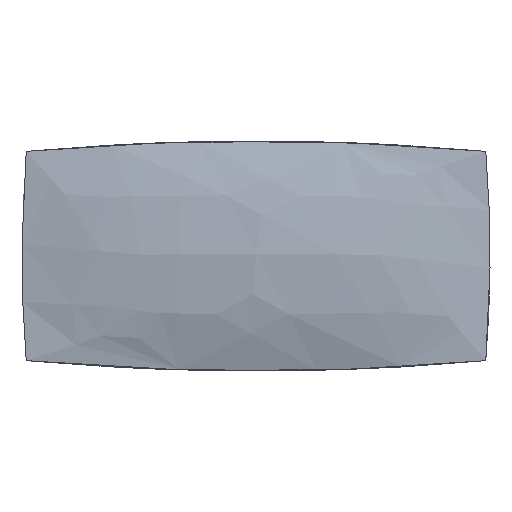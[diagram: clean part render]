
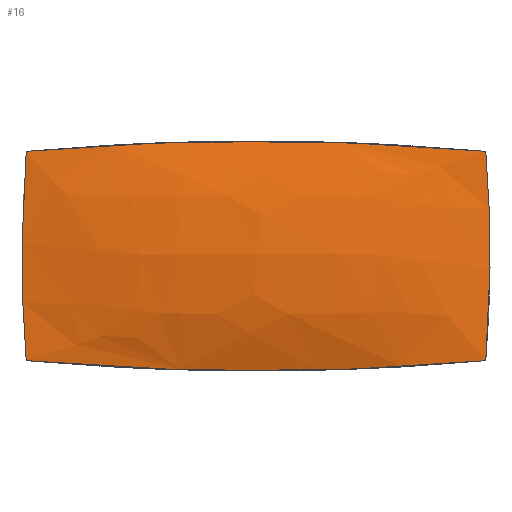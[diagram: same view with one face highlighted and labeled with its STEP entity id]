
A CAD part, front view. The second image highlights one B-rep face of the part: STEP entity #16.
In plain terms, the highlighted free-form (B-spline) face has degree [3, 2] with [5, 3] control points.
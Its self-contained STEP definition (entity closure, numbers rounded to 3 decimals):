
#16=ADVANCED_FACE('',(#22),#98,.T.);
#22=FACE_OUTER_BOUND('',#28,.T.);
#28=EDGE_LOOP('',(#37,#38,#39,#40));
#37=ORIENTED_EDGE('',*,*,#61,.T.);
#38=ORIENTED_EDGE('',*,*,#62,.T.);
#39=ORIENTED_EDGE('',*,*,#63,.T.);
#40=ORIENTED_EDGE('',*,*,#64,.T.);
#61=EDGE_CURVE('',#93,#94,#77,.T.);
#62=EDGE_CURVE('',#94,#95,#78,.T.);
#63=EDGE_CURVE('',#95,#96,#79,.T.);
#64=EDGE_CURVE('',#96,#93,#80,.T.);
#77=(
BOUNDED_CURVE()
B_SPLINE_CURVE(3,(#207,#208,#209,#210,#211),.UNSPECIFIED.,.F.,.F.)
B_SPLINE_CURVE_WITH_KNOTS((4,1,4),(0.,1.,2.),.UNSPECIFIED.)
CURVE()
GEOMETRIC_REPRESENTATION_ITEM()
RATIONAL_B_SPLINE_CURVE((1.,1.,1.,1.,1.))
REPRESENTATION_ITEM('')
);
#78=(
BOUNDED_CURVE()
B_SPLINE_CURVE(2,(#212,#213,#214),.UNSPECIFIED.,.F.,.F.)
B_SPLINE_CURVE_WITH_KNOTS((3,3),(0.,464.777),.UNSPECIFIED.)
CURVE()
GEOMETRIC_REPRESENTATION_ITEM()
RATIONAL_B_SPLINE_CURVE((1.,0.997,1.))
REPRESENTATION_ITEM('')
);
#79=(
BOUNDED_CURVE()
B_SPLINE_CURVE(3,(#215,#216,#217,#218,#219),.UNSPECIFIED.,.F.,.F.)
B_SPLINE_CURVE_WITH_KNOTS((4,1,4),(-2.,-1.,0.),.UNSPECIFIED.)
CURVE()
GEOMETRIC_REPRESENTATION_ITEM()
RATIONAL_B_SPLINE_CURVE((1.,1.,1.,1.,1.))
REPRESENTATION_ITEM('')
);
#80=(
BOUNDED_CURVE()
B_SPLINE_CURVE(2,(#220,#221,#222),.UNSPECIFIED.,.F.,.F.)
B_SPLINE_CURVE_WITH_KNOTS((3,3),(-464.777,0.),.UNSPECIFIED.)
CURVE()
GEOMETRIC_REPRESENTATION_ITEM()
RATIONAL_B_SPLINE_CURVE((1.,0.997,1.))
REPRESENTATION_ITEM('')
);
#93=VERTEX_POINT('',#187);
#94=VERTEX_POINT('',#188);
#95=VERTEX_POINT('',#189);
#96=VERTEX_POINT('',#190);
#98=(
BOUNDED_SURFACE()
B_SPLINE_SURFACE(3,2,((#144,#145,#146),(#147,#148,#149),(#150,#151,#152),
(#153,#154,#155),(#156,#157,#158)),.UNSPECIFIED.,.F.,.F.,.F.)
B_SPLINE_SURFACE_WITH_KNOTS((4,1,4),(3,3),(0.,1.,2.),(0.,464.777),
 .UNSPECIFIED.)
GEOMETRIC_REPRESENTATION_ITEM()
RATIONAL_B_SPLINE_SURFACE(((1.,0.997,1.),(1.,0.942,
1.),(1.,0.886,1.),(1.,0.94,1.),(1.,0.997,
1.)))
REPRESENTATION_ITEM('')
SURFACE()
);
#144=CARTESIAN_POINT('',(326152.837,27929.679,23.874));
#145=CARTESIAN_POINT('',(326134.942,27945.92,242.741));
#146=CARTESIAN_POINT('',(326152.837,27962.161,461.609));
#147=CARTESIAN_POINT('',(326315.766,27928.629,9.725));
#148=CARTESIAN_POINT('',(326285.003,27883.012,247.677));
#149=CARTESIAN_POINT('',(326315.766,27963.211,475.758));
#150=CARTESIAN_POINT('',(326630.275,27927.541,-4.935));
#151=CARTESIAN_POINT('',(326629.789,27809.719,253.427));
#152=CARTESIAN_POINT('',(326630.275,27964.299,490.418));
#153=CARTESIAN_POINT('',(326956.452,27928.59,9.2));
#154=CARTESIAN_POINT('',(326988.539,27880.54,247.871));
#155=CARTESIAN_POINT('',(326956.452,27963.25,476.283));
#156=CARTESIAN_POINT('',(327113.547,27929.679,23.874));
#157=CARTESIAN_POINT('',(327131.442,27945.92,242.741));
#158=CARTESIAN_POINT('',(327113.547,27962.161,461.609));
#187=CARTESIAN_POINT('',(326152.837,27929.679,23.874));
#188=CARTESIAN_POINT('',(327113.547,27929.679,23.874));
#189=CARTESIAN_POINT('',(327113.547,27962.161,461.609));
#190=CARTESIAN_POINT('',(326152.837,27962.161,461.609));
#207=CARTESIAN_POINT('',(326152.837,27929.679,23.874));
#208=CARTESIAN_POINT('',(326315.766,27928.629,9.725));
#209=CARTESIAN_POINT('',(326630.275,27927.541,-4.935));
#210=CARTESIAN_POINT('',(326956.452,27928.59,9.2));
#211=CARTESIAN_POINT('',(327113.547,27929.679,23.874));
#212=CARTESIAN_POINT('',(327113.547,27929.679,23.874));
#213=CARTESIAN_POINT('',(327131.442,27945.92,242.741));
#214=CARTESIAN_POINT('',(327113.547,27962.161,461.609));
#215=CARTESIAN_POINT('',(327113.547,27962.161,461.609));
#216=CARTESIAN_POINT('',(326956.452,27963.25,476.283));
#217=CARTESIAN_POINT('',(326630.275,27964.299,490.418));
#218=CARTESIAN_POINT('',(326315.766,27963.211,475.758));
#219=CARTESIAN_POINT('',(326152.837,27962.161,461.609));
#220=CARTESIAN_POINT('',(326152.837,27962.161,461.609));
#221=CARTESIAN_POINT('',(326134.942,27945.92,242.741));
#222=CARTESIAN_POINT('',(326152.837,27929.679,23.874));
